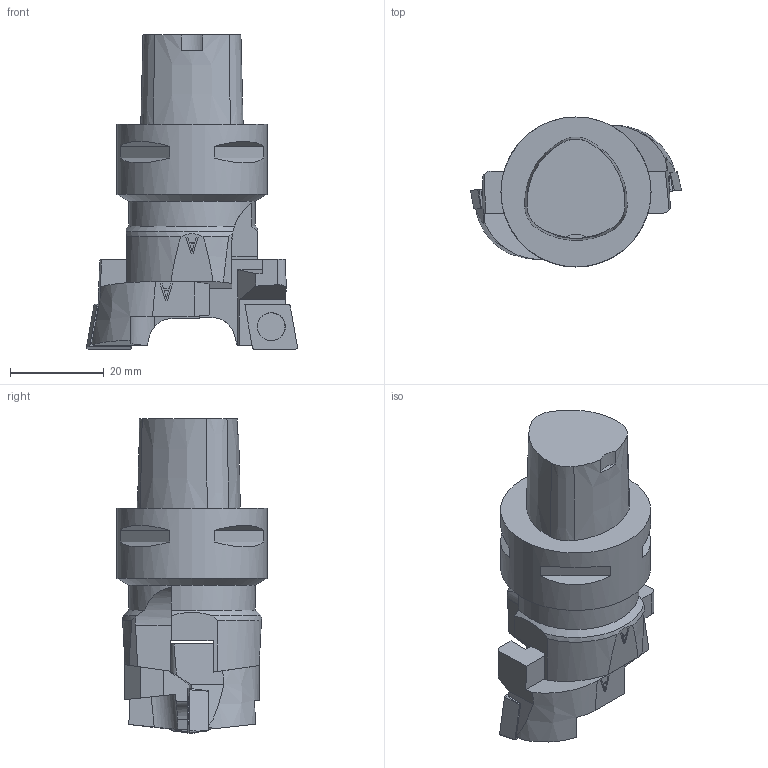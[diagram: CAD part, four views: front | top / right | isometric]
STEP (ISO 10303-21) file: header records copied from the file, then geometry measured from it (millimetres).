
FILE_DESCRIPTION(/* description */ (''),/* implementation_level */ '2;1');
FILE_NAME(/* name */ '1566821339468.stp',/* time_stamp */ '2019-08-26T14:09:06+02:00',/* author */ (''),/* organization */ ('SMS'),/* preprocessor_version */ 'ST-DEVELOPER v16.7',/* originating_system */ 'SIEMENS PLM Software NX 12.0',/* authorisation */ '');
FILE_SCHEMA (('AUTOMOTIVE_DESIGN { 1 0 10303 214 3 1 1 1 }'));
Length unit declared in the file: millimetre
Products named in the file (10): ASSEMBLY_CONSTRUCTION; 201026703mod000_00; 200998958mod000_02; 201026661mod000_00; 200952785mod000_01; 201026763mod000_01; 201026687mod000_01; 201086813mod000_01
Assembly tree (10 placements, depth 3):
  201086813mod000_01
    201026687mod000_01
      201026661mod000_00
      ASSEMBLY_CONSTRUCTION
      200998958mod000_02
    201026763mod000_01
      201026703mod000_00
      200998958mod000_02
      ASSEMBLY_CONSTRUCTION
    200952785mod000_01
    ASSEMBLY_CONSTRUCTION
Bounding box: 44.99 x 32 x 67 mm (x, y, z)
Volume: 35435.3 mm3; surface area: 10710.3 mm2
Topology: 5 solids, 5 shells, 216 faces, 564 edges, 401 vertices
Faces by surface type: plane 138, extrusion 26, cone 23, cylinder 21, torus 8
Full cylindrical faces by diameter (mm): 4.4 x4, 27 x1, 32 x1
Entity records: 7038 total; most frequent: CARTESIAN_POINT 1986, ORIENTED_EDGE 984, DIRECTION 895, EDGE_CURVE 492, VERTEX_POINT 334, AXIS2_PLACEMENT_3D 301, VECTOR 293, LINE 271
